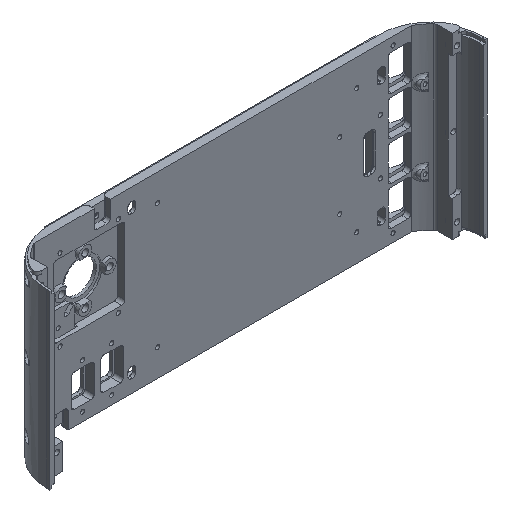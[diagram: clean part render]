
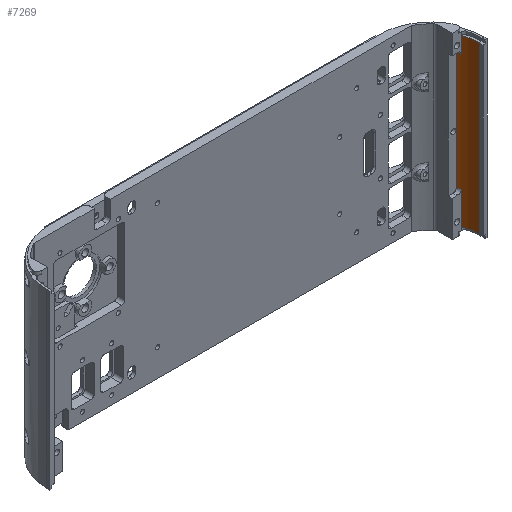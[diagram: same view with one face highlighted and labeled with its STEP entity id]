
A CAD part, isometric view. The second image highlights one B-rep face of the part: STEP entity #7269.
In plain terms, the highlighted cylindrical face has radius 15 mm (diameter 30 mm), a partial arc.
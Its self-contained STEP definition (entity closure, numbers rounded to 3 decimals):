
#332=FACE_OUTER_BOUND('',#733,.T.);
#733=EDGE_LOOP('',(#4850,#4851,#4852,#4853,#4854,#4855,#4856,#4857));
#1246=CIRCLE('',#7687,15.);
#1247=CIRCLE('',#7688,15.);
#1248=CIRCLE('',#7689,15.);
#1249=CIRCLE('',#7690,15.);
#1718=LINE('',#10762,#2358);
#1721=LINE('',#10781,#2361);
#1722=LINE('',#10785,#2362);
#1723=LINE('',#10788,#2363);
#2358=VECTOR('',#8498,10.);
#2361=VECTOR('',#8511,10.);
#2362=VECTOR('',#8514,10.);
#2363=VECTOR('',#8517,10.);
#2998=VERTEX_POINT('',#10760);
#2999=VERTEX_POINT('',#10761);
#3004=VERTEX_POINT('',#10776);
#3005=VERTEX_POINT('',#10778);
#3006=VERTEX_POINT('',#10780);
#3007=VERTEX_POINT('',#10782);
#3008=VERTEX_POINT('',#10784);
#3009=VERTEX_POINT('',#10786);
#3730=EDGE_CURVE('',#2998,#2999,#1718,.T.);
#3736=EDGE_CURVE('',#2998,#3004,#1246,.T.);
#3737=EDGE_CURVE('',#2999,#3005,#1247,.T.);
#3738=EDGE_CURVE('',#3005,#3006,#1721,.T.);
#3739=EDGE_CURVE('',#3006,#3007,#1248,.T.);
#3740=EDGE_CURVE('',#3007,#3008,#1722,.T.);
#3741=EDGE_CURVE('',#3008,#3009,#1249,.T.);
#3742=EDGE_CURVE('',#3004,#3009,#1723,.T.);
#4850=ORIENTED_EDGE('',*,*,#3736,.F.);
#4851=ORIENTED_EDGE('',*,*,#3730,.T.);
#4852=ORIENTED_EDGE('',*,*,#3737,.T.);
#4853=ORIENTED_EDGE('',*,*,#3738,.T.);
#4854=ORIENTED_EDGE('',*,*,#3739,.T.);
#4855=ORIENTED_EDGE('',*,*,#3740,.T.);
#4856=ORIENTED_EDGE('',*,*,#3741,.T.);
#4857=ORIENTED_EDGE('',*,*,#3742,.F.);
#7073=CYLINDRICAL_SURFACE('',#7686,15.);
#7269=ADVANCED_FACE('',(#332),#7073,.F.);
#7686=AXIS2_PLACEMENT_3D('',#10775,#8505,#8506);
#7687=AXIS2_PLACEMENT_3D('',#10777,#8507,#8508);
#7688=AXIS2_PLACEMENT_3D('',#10779,#8509,#8510);
#7689=AXIS2_PLACEMENT_3D('',#10783,#8512,#8513);
#7690=AXIS2_PLACEMENT_3D('',#10787,#8515,#8516);
#8498=DIRECTION('',(0.,0.,-1.));
#8505=DIRECTION('center_axis',(0.,0.,1.));
#8506=DIRECTION('ref_axis',(1.,0.,0.));
#8507=DIRECTION('center_axis',(0.,0.,1.));
#8508=DIRECTION('ref_axis',(1.,0.,0.));
#8509=DIRECTION('center_axis',(0.,0.,-1.));
#8510=DIRECTION('ref_axis',(1.,0.,0.));
#8511=DIRECTION('',(0.,0.,1.));
#8512=DIRECTION('center_axis',(0.,0.,1.));
#8513=DIRECTION('ref_axis',(1.,0.,0.));
#8514=DIRECTION('',(0.,0.,-1.));
#8515=DIRECTION('center_axis',(0.,0.,1.));
#8516=DIRECTION('ref_axis',(1.,0.,0.));
#8517=DIRECTION('',(0.,0.,1.));
#10760=CARTESIAN_POINT('',(122.195,24.848,11.));
#10761=CARTESIAN_POINT('',(122.195,24.848,1.));
#10762=CARTESIAN_POINT('',(122.195,24.848,-1.));
#10775=CARTESIAN_POINT('Origin',(108.,20.,0.));
#10776=CARTESIAN_POINT('',(121.748,26.001,11.));
#10777=CARTESIAN_POINT('Origin',(108.,20.,11.));
#10778=CARTESIAN_POINT('',(123.,20.,1.));
#10779=CARTESIAN_POINT('Origin',(108.,20.,1.));
#10780=CARTESIAN_POINT('',(123.,20.,52.));
#10781=CARTESIAN_POINT('',(123.,20.,0.));
#10782=CARTESIAN_POINT('',(122.195,24.848,52.));
#10783=CARTESIAN_POINT('Origin',(108.,20.,52.));
#10784=CARTESIAN_POINT('',(122.195,24.848,47.));
#10785=CARTESIAN_POINT('',(122.195,24.848,52.));
#10786=CARTESIAN_POINT('',(121.748,26.001,47.));
#10787=CARTESIAN_POINT('Origin',(108.,20.,47.));
#10788=CARTESIAN_POINT('',(121.748,26.001,10.));
